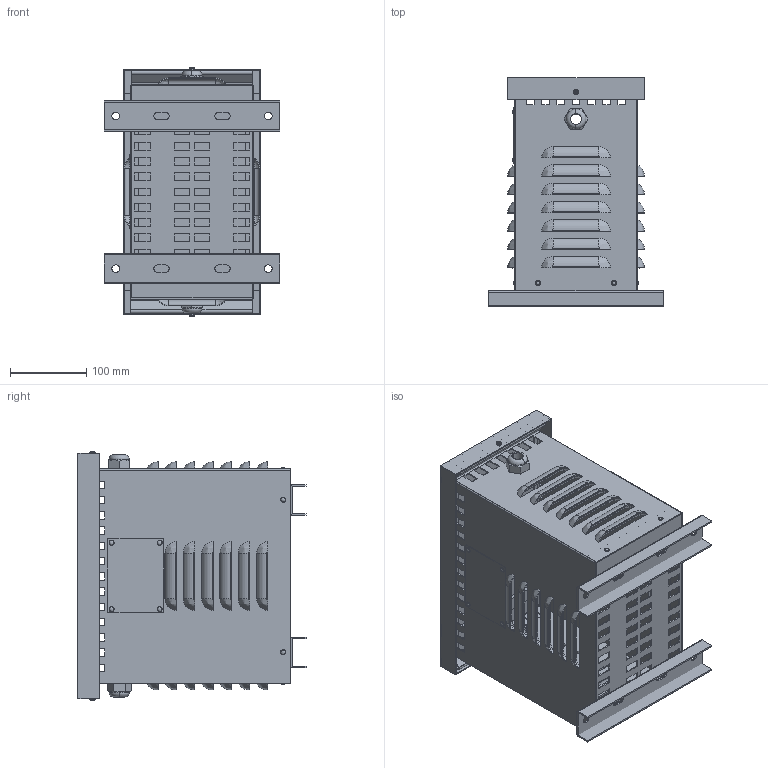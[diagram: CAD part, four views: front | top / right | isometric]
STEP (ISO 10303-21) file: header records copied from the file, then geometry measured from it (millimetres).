
FILE_DESCRIPTION(/* description */ (''),/* implementation_level */ '2;1');
FILE_NAME(/* name */ 'YLQ02105363.stp',/* time_stamp */ '2023-10-25T13:34:29+02:00',/* author */ ('velazquez'),/* organization */ (''),/* preprocessor_version */ 'ST-DEVELOPER v19.2',/* originating_system */ 'Autodesk Inventor 2023',/* authorisation */ '');
FILE_SCHEMA (('AUTOMOTIVE_DESIGN { 1 0 10303 214 3 1 1 }'));
Length unit declared in the file: millimetre
Products named in the file (9): YLQ02105363; CUERPO CAJA 5KVA NACIONAL; BASE CAJA 5KVA NACIONAL; PLACA CARACTERISTICAS; TAPA SUPERIOR CAJA 5KVA NACIONAL; PATA CAJA 5 KVA NACIONAL; IFI 521 - 41, TPHSSPMBR; ISO 7045 - M3,5 x 5 - 4.8 - H; 1411144
Assembly tree (22 placements, depth 2):
  YLQ02105363
    CUERPO CAJA 5KVA NACIONAL
    BASE CAJA 5KVA NACIONAL
    PLACA CARACTERISTICAS
    TAPA SUPERIOR CAJA 5KVA NACIONAL
    PATA CAJA 5 KVA NACIONAL  x2
    IFI 521 - 41, TPHSSPMBR  x12
    ISO 7045 - M3,5 x 5 - 4.8 - H  x2
    1411144  x2
Bounding box: 230 x 299.11 x 327.12 mm (x, y, z)
Volume: 789659 mm3; surface area: 893678.2 mm2
Topology: 22 solids, 22 shells, 1061 faces, 2879 edges, 1763 vertices
Faces by surface type: plane 647, cylinder 228, bspline 116, torus 28, cone 28, sphere 14
Full cylindrical faces by diameter (mm): 3 x2, 3.175 x2, 3.2 x12, 3.5 x2, 4 x26, 10 x4, 24 x2
Entity records: 30570 total; most frequent: CARTESIAN_POINT 6054, ORIENTED_EDGE 4948, DIRECTION 4705, EDGE_CURVE 2474, LINE 1809, VECTOR 1809, VERTEX_POINT 1531, AXIS2_PLACEMENT_3D 1448
